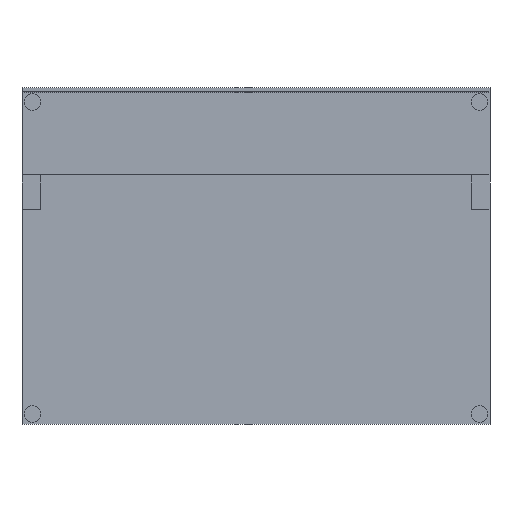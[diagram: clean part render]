
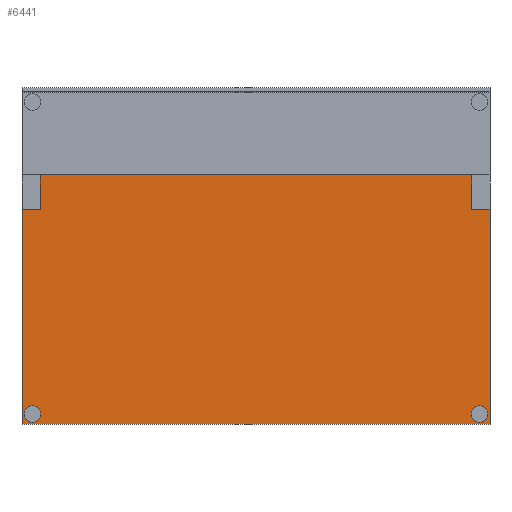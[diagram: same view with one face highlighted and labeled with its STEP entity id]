
A CAD part, front view. The second image highlights one B-rep face of the part: STEP entity #6441.
In plain terms, the highlighted planar face has unit normal (0, -1, 0).
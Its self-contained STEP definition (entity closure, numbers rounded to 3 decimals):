
#395=FACE_OUTER_BOUND('',#785,.T.);
#785=EDGE_LOOP('',(#4308,#4309,#4310,#4311,#4312,#4313,#4314,#4315));
#1185=LINE('',#9416,#1930);
#1189=LINE('',#9424,#1934);
#1194=LINE('',#9433,#1939);
#1195=LINE('',#9436,#1940);
#1200=LINE('',#9445,#1945);
#1201=LINE('',#9448,#1946);
#1204=LINE('',#9454,#1949);
#1207=LINE('',#9459,#1952);
#1930=VECTOR('',#7489,10.);
#1934=VECTOR('',#7495,10.);
#1939=VECTOR('',#7506,10.);
#1940=VECTOR('',#7509,10.);
#1945=VECTOR('',#7516,10.);
#1946=VECTOR('',#7519,10.);
#1949=VECTOR('',#7524,10.);
#1952=VECTOR('',#7529,10.);
#2671=VERTEX_POINT('',#9413);
#2672=VERTEX_POINT('',#9415);
#2674=VERTEX_POINT('',#9421);
#2675=VERTEX_POINT('',#9423);
#2677=VERTEX_POINT('',#9435);
#2680=VERTEX_POINT('',#9443);
#2681=VERTEX_POINT('',#9447);
#2683=VERTEX_POINT('',#9453);
#3311=EDGE_CURVE('',#2672,#2671,#1185,.T.);
#3315=EDGE_CURVE('',#2674,#2675,#1189,.T.);
#3320=EDGE_CURVE('',#2671,#2675,#1194,.T.);
#3321=EDGE_CURVE('',#2672,#2677,#1195,.T.);
#3326=EDGE_CURVE('',#2680,#2674,#1200,.T.);
#3327=EDGE_CURVE('',#2681,#2680,#1201,.T.);
#3330=EDGE_CURVE('',#2683,#2681,#1204,.T.);
#3333=EDGE_CURVE('',#2677,#2683,#1207,.T.);
#4308=ORIENTED_EDGE('',*,*,#3333,.F.);
#4309=ORIENTED_EDGE('',*,*,#3321,.F.);
#4310=ORIENTED_EDGE('',*,*,#3311,.T.);
#4311=ORIENTED_EDGE('',*,*,#3320,.T.);
#4312=ORIENTED_EDGE('',*,*,#3315,.F.);
#4313=ORIENTED_EDGE('',*,*,#3326,.F.);
#4314=ORIENTED_EDGE('',*,*,#3327,.F.);
#4315=ORIENTED_EDGE('',*,*,#3330,.F.);
#6133=PLANE('',#6890);
#6441=ADVANCED_FACE('',(#395),#6133,.F.);
#6890=AXIS2_PLACEMENT_3D('',#9462,#7533,#7534);
#7489=DIRECTION('',(0.,0.,1.));
#7495=DIRECTION('',(0.,0.,1.));
#7506=DIRECTION('',(-1.,0.,0.));
#7509=DIRECTION('',(1.,0.,0.));
#7516=DIRECTION('',(1.,0.,0.));
#7519=DIRECTION('',(0.,0.,1.));
#7524=DIRECTION('',(-1.,0.,0.));
#7529=DIRECTION('',(0.,0.,-1.));
#7533=DIRECTION('center_axis',(0.,1.,0.));
#7534=DIRECTION('ref_axis',(0.,0.,1.));
#9413=CARTESIAN_POINT('',(518.5,0.,341.5));
#9415=CARTESIAN_POINT('',(518.5,0.,258.5));
#9416=CARTESIAN_POINT('',(518.5,0.,258.5));
#9421=CARTESIAN_POINT('',(-518.5,0.,258.5));
#9423=CARTESIAN_POINT('',(-518.5,0.,341.5));
#9424=CARTESIAN_POINT('',(-518.5,0.,258.5));
#9433=CARTESIAN_POINT('',(-259.25,0.,341.5));
#9435=CARTESIAN_POINT('',(562.5,0.,258.5));
#9436=CARTESIAN_POINT('',(-562.5,0.,258.5));
#9443=CARTESIAN_POINT('',(-562.5,0.,258.5));
#9445=CARTESIAN_POINT('',(-562.5,0.,258.5));
#9447=CARTESIAN_POINT('',(-562.5,0.,-258.5));
#9448=CARTESIAN_POINT('',(-562.5,0.,-258.5));
#9453=CARTESIAN_POINT('',(562.5,0.,-258.5));
#9454=CARTESIAN_POINT('',(562.5,0.,-258.5));
#9459=CARTESIAN_POINT('',(562.5,0.,258.5));
#9462=CARTESIAN_POINT('Origin',(0.,0.,0.));
